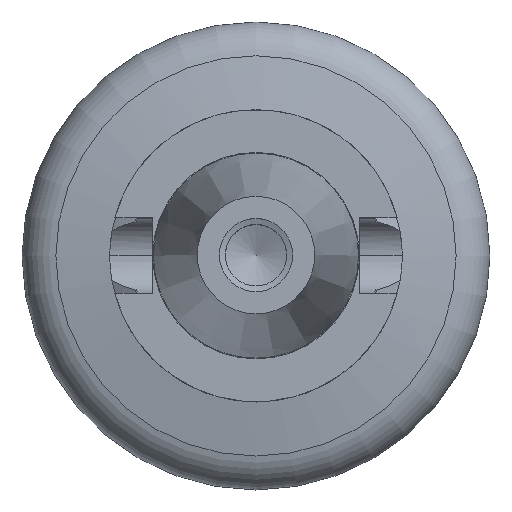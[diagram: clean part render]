
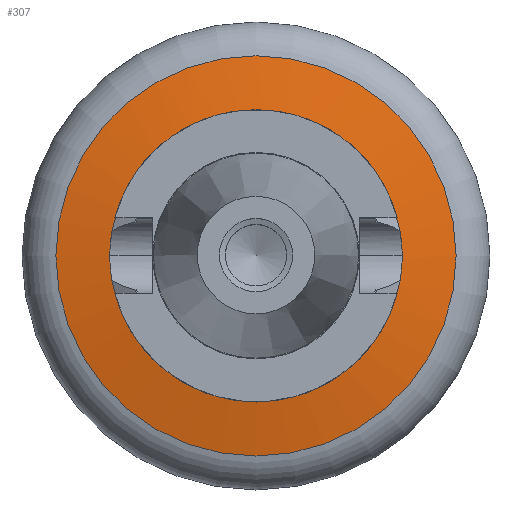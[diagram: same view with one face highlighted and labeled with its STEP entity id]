
A CAD part, top view. The second image highlights one B-rep face of the part: STEP entity #307.
In plain terms, the highlighted conical face has half-angle 80 degrees and reference radius 80 mm.
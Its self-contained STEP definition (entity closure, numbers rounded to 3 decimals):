
#40=CONICAL_SURFACE('',#1064,80.,80.);
#212=FACE_BOUND('',#436,.T.);
#213=FACE_BOUND('',#437,.T.);
#254=CIRCLE('',#1062,68.431);
#255=CIRCLE('',#1063,49.661);
#307=ADVANCED_FACE('',(#212,#213),#40,.T.);
#436=EDGE_LOOP('',(#564));
#437=EDGE_LOOP('',(#565));
#564=ORIENTED_EDGE('',*,*,#888,.T.);
#565=ORIENTED_EDGE('',*,*,#889,.T.);
#785=VERTEX_POINT('',#1564);
#786=VERTEX_POINT('',#1566);
#888=EDGE_CURVE('',#785,#785,#254,.T.);
#889=EDGE_CURVE('',#786,#786,#255,.T.);
#1062=AXIS2_PLACEMENT_3D('',#1563,#1225,#1226);
#1063=AXIS2_PLACEMENT_3D('',#1565,#1227,#1228);
#1064=AXIS2_PLACEMENT_3D('',#1567,#1229,#1230);
#1225=DIRECTION('',(0.,0.,1.));
#1226=DIRECTION('',(1.,0.,0.));
#1227=DIRECTION('',(0.,0.,-1.));
#1228=DIRECTION('',(-1.,0.,0.));
#1229=DIRECTION('',(0.,0.,-1.));
#1230=DIRECTION('',(-1.,0.,0.));
#1563=CARTESIAN_POINT('',(0.,0.,-50.426));
#1564=CARTESIAN_POINT('',(68.431,0.,-50.426));
#1565=CARTESIAN_POINT('',(0.,0.,-47.117));
#1566=CARTESIAN_POINT('',(-49.661,0.,-47.117));
#1567=CARTESIAN_POINT('',(0.,0.,-52.466));
